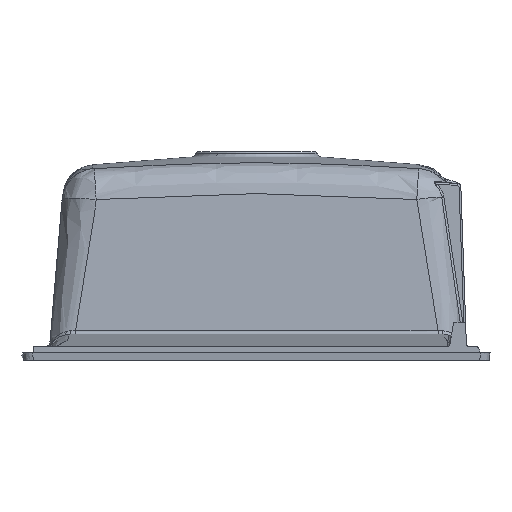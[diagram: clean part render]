
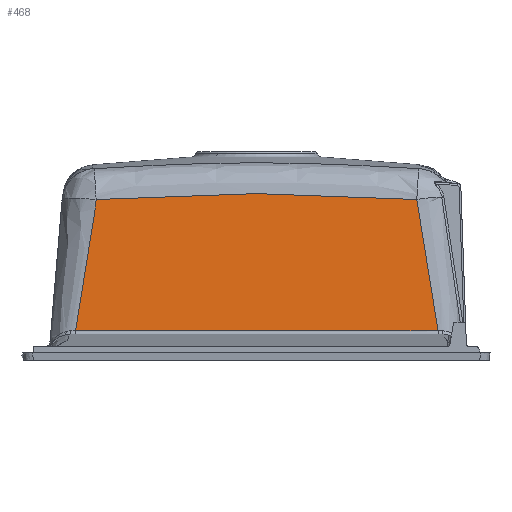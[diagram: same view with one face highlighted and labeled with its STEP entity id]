
A CAD part, left-side view. The second image highlights one B-rep face of the part: STEP entity #468.
In plain terms, the highlighted planar face has unit normal (-0.998, 0, 0.07).
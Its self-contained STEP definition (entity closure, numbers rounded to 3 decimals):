
#468=ADVANCED_FACE('',(#739),#694,.T.);
#694=PLANE('',#3997);
#739=FACE_OUTER_BOUND('',#972,.T.);
#972=EDGE_LOOP('',(#1805,#1806,#1807,#1808,#1809,#1810,#1811));
#1272=B_SPLINE_CURVE_WITH_KNOTS('',3,(#5735,#5736,#5737,#5738,#5739,#5740),
 .UNSPECIFIED.,.F.,.F.,(4,2,4),(0.,0.5,1.),.UNSPECIFIED.);
#1311=B_SPLINE_CURVE_WITH_KNOTS('',3,(#7378,#7379,#7380,#7381,#7382,#7383,
#7384,#7385,#7386,#7387,#7388,#7389,#7390,#7391,#7392,#7393,#7394,#7395,
#7396,#7397,#7398,#7399,#7400,#7401,#7402,#7403,#7404,#7405,#7406,#7407,
#7408,#7409,#7410,#7411,#7412,#7413,#7414,#7415,#7416,#7417,#7418,#7419,
#7420),.UNSPECIFIED.,.F.,.F.,(4,2,2,2,2,1,1,2,2,1,1,1,2,2,1,1,1,1,2,2,1,
1,1,2,2,1,1,1,4),(0.,0.25,0.312,0.375,
0.406,0.437,0.5,0.531,
0.547,0.562,0.625,0.656,
0.664,0.668,0.672,0.687,
0.719,0.727,0.73,0.732,
0.734,0.75,0.781,0.797,
0.801,0.805,0.812,0.875,
1.),.UNSPECIFIED.);
#1312=B_SPLINE_CURVE_WITH_KNOTS('',3,(#7422,#7423,#7424,#7425),
 .UNSPECIFIED.,.F.,.F.,(4,4),(0.,1.),.UNSPECIFIED.);
#1313=B_SPLINE_CURVE_WITH_KNOTS('',3,(#7427,#7428,#7429,#7430),
 .UNSPECIFIED.,.F.,.F.,(4,4),(0.,1.),.UNSPECIFIED.);
#1314=B_SPLINE_CURVE_WITH_KNOTS('',3,(#7545,#7546,#7547,#7548),
 .UNSPECIFIED.,.F.,.F.,(4,4),(0.,1.),.UNSPECIFIED.);
#1315=B_SPLINE_CURVE_WITH_KNOTS('',3,(#7550,#7551,#7552,#7553),
 .UNSPECIFIED.,.F.,.F.,(4,4),(0.,1.),.UNSPECIFIED.);
#1805=ORIENTED_EDGE('',*,*,#3371,.T.);
#1806=ORIENTED_EDGE('',*,*,#3374,.T.);
#1807=ORIENTED_EDGE('',*,*,#3375,.F.);
#1808=ORIENTED_EDGE('',*,*,#3376,.T.);
#1809=ORIENTED_EDGE('',*,*,#3330,.F.);
#1810=ORIENTED_EDGE('',*,*,#3373,.F.);
#1811=ORIENTED_EDGE('',*,*,#3372,.F.);
#2938=VERTEX_POINT('',#5627);
#2941=VERTEX_POINT('',#5726);
#2976=VERTEX_POINT('',#7377);
#2977=VERTEX_POINT('',#7421);
#2978=VERTEX_POINT('',#7426);
#2979=VERTEX_POINT('',#7544);
#2980=VERTEX_POINT('',#7549);
#3330=EDGE_CURVE('',#2938,#2941,#1272,.T.);
#3371=EDGE_CURVE('',#2977,#2976,#1311,.T.);
#3372=EDGE_CURVE('',#2977,#2978,#1312,.T.);
#3373=EDGE_CURVE('',#2978,#2938,#1313,.T.);
#3374=EDGE_CURVE('',#2976,#2979,#3850,.T.);
#3375=EDGE_CURVE('',#2980,#2979,#1314,.T.);
#3376=EDGE_CURVE('',#2980,#2941,#1315,.T.);
#3850=LINE('',#7543,#3923);
#3923=VECTOR('',#4300,1.);
#3997=AXIS2_PLACEMENT_3D('',#7554,#4301,#4302);
#4300=DIRECTION('',(0.,-1.,0.));
#4301=DIRECTION('',(-0.998,0.,0.07));
#4302=DIRECTION('',(0.07,0.,0.998));
#5627=CARTESIAN_POINT('',(-178.183,168.904,169.484));
#5726=CARTESIAN_POINT('',(-178.182,-168.667,169.498));
#5735=CARTESIAN_POINT('',(-178.183,168.904,169.484));
#5736=CARTESIAN_POINT('',(-177.946,112.664,172.872));
#5737=CARTESIAN_POINT('',(-177.75,56.335,175.672));
#5738=CARTESIAN_POINT('',(-177.75,-56.242,175.675));
#5739=CARTESIAN_POINT('',(-177.945,-112.462,172.882));
#5740=CARTESIAN_POINT('',(-178.182,-168.667,169.498));
#7377=CARTESIAN_POINT('',(-187.85,190.613,31.228));
#7378=CARTESIAN_POINT('',(-178.846,169.814,160.));
#7379=CARTESIAN_POINT('',(-179.57,170.871,149.65));
#7380=CARTESIAN_POINT('',(-180.323,172.178,138.883));
#7381=CARTESIAN_POINT('',(-181.3,174.125,124.901));
#7382=CARTESIAN_POINT('',(-181.49,174.515,122.183));
#7383=CARTESIAN_POINT('',(-181.878,175.331,116.644));
#7384=CARTESIAN_POINT('',(-182.073,175.753,113.845));
#7385=CARTESIAN_POINT('',(-182.37,176.411,109.601));
#7386=CARTESIAN_POINT('',(-182.472,176.64,108.141));
#7387=CARTESIAN_POINT('',(-182.653,177.048,105.562));
#7388=CARTESIAN_POINT('',(-182.925,177.673,101.662));
#7389=CARTESIAN_POINT('',(-183.298,178.551,96.338));
#7390=CARTESIAN_POINT('',(-183.583,179.243,92.25));
#7391=CARTESIAN_POINT('',(-183.727,179.595,90.191));
#7392=CARTESIAN_POINT('',(-183.77,179.701,89.576));
#7393=CARTESIAN_POINT('',(-183.862,179.927,88.267));
#7394=CARTESIAN_POINT('',(-184.092,180.495,84.978));
#7395=CARTESIAN_POINT('',(-184.422,181.327,80.258));
#7396=CARTESIAN_POINT('',(-184.738,182.138,75.746));
#7397=CARTESIAN_POINT('',(-184.86,182.456,73.99));
#7398=CARTESIAN_POINT('',(-184.897,182.552,73.462));
#7399=CARTESIAN_POINT('',(-184.918,182.605,73.17));
#7400=CARTESIAN_POINT('',(-184.952,182.695,72.677));
#7401=CARTESIAN_POINT('',(-185.038,182.92,71.442));
#7402=CARTESIAN_POINT('',(-185.265,183.514,68.196));
#7403=CARTESIAN_POINT('',(-185.516,184.18,64.608));
#7404=CARTESIAN_POINT('',(-185.718,184.719,61.728));
#7405=CARTESIAN_POINT('',(-185.773,184.867,60.937));
#7406=CARTESIAN_POINT('',(-185.801,184.942,60.541));
#7407=CARTESIAN_POINT('',(-185.803,184.947,60.511));
#7408=CARTESIAN_POINT('',(-185.81,184.967,60.41));
#7409=CARTESIAN_POINT('',(-185.842,185.052,59.955));
#7410=CARTESIAN_POINT('',(-185.928,185.285,58.717));
#7411=CARTESIAN_POINT('',(-186.032,185.567,57.228));
#7412=CARTESIAN_POINT('',(-186.106,185.766,56.181));
#7413=CARTESIAN_POINT('',(-186.135,185.847,55.755));
#7414=CARTESIAN_POINT('',(-186.146,185.877,55.599));
#7415=CARTESIAN_POINT('',(-186.165,185.926,55.338));
#7416=CARTESIAN_POINT('',(-186.192,186.001,54.945));
#7417=CARTESIAN_POINT('',(-186.368,186.482,52.426));
#7418=CARTESIAN_POINT('',(-186.866,187.852,45.302));
#7419=CARTESIAN_POINT('',(-187.433,189.437,37.196));
#7420=CARTESIAN_POINT('',(-187.85,190.613,31.228));
#7421=CARTESIAN_POINT('',(-178.846,169.814,160.));
#7422=CARTESIAN_POINT('',(-178.846,169.814,160.));
#7423=CARTESIAN_POINT('',(-178.8,169.747,160.653));
#7424=CARTESIAN_POINT('',(-178.755,169.681,161.305));
#7425=CARTESIAN_POINT('',(-178.709,169.616,161.958));
#7426=CARTESIAN_POINT('',(-178.709,169.616,161.958));
#7427=CARTESIAN_POINT('',(-178.709,169.616,161.958));
#7428=CARTESIAN_POINT('',(-178.534,169.366,164.466));
#7429=CARTESIAN_POINT('',(-178.358,169.129,166.974));
#7430=CARTESIAN_POINT('',(-178.183,168.904,169.484));
#7543=CARTESIAN_POINT('',(-187.85,-191.652,31.228));
#7544=CARTESIAN_POINT('',(-187.85,-191.07,31.228));
#7545=CARTESIAN_POINT('',(-178.846,-170.206,160.));
#7546=CARTESIAN_POINT('',(-181.847,-177.16,117.076));
#7547=CARTESIAN_POINT('',(-184.849,-184.115,74.152));
#7548=CARTESIAN_POINT('',(-187.85,-191.07,31.228));
#7549=CARTESIAN_POINT('',(-178.846,-170.206,160.));
#7550=CARTESIAN_POINT('',(-178.846,-170.206,160.));
#7551=CARTESIAN_POINT('',(-178.625,-169.693,163.166));
#7552=CARTESIAN_POINT('',(-178.403,-169.18,166.332));
#7553=CARTESIAN_POINT('',(-178.182,-168.667,169.498));
#7554=CARTESIAN_POINT('',(-189.966,205.,0.977));
